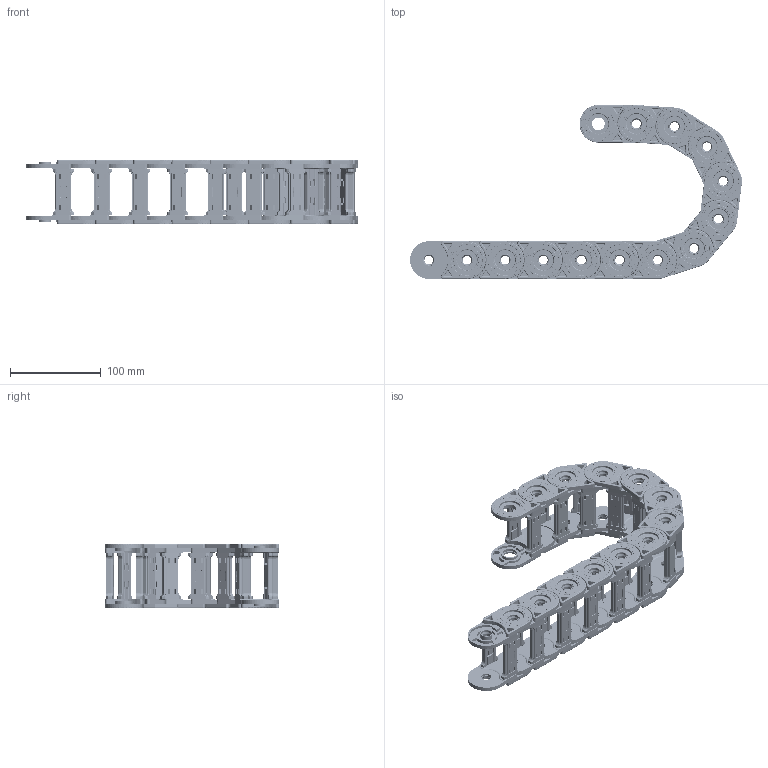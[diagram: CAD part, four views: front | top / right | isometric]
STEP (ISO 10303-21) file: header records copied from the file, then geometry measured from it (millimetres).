
FILE_DESCRIPTION (( 'STEP AP214' ), '1' );
FILE_NAME ('CK25-A050-R075.STEP', '2019-09-09T12:30:17', ( '' ), ( '' ), 'SwSTEP 2.0', 'SolidWorks 2017', '' );
FILE_SCHEMA (( 'AUTOMOTIVE_DESIGN' ));
Length unit declared in the file: millimetre
Products named in the file (2): CK25-A050-R075; CK25-A50
Assembly tree (13 placements, depth 2):
  CK25-A050-R075
    CK25-A50  x13
Bounding box: 365.46 x 191.4 x 70.95 mm (x, y, z)
Volume: 100426 mm3; surface area: 366638.5 mm2
Topology: 26 solids, 52 shells, 12090 faces, 29952 edges, 18122 vertices
Faces by surface type: cylinder 4654, plane 4056, bspline 1430, torus 1378, sphere 520, cone 52
Entity records: 36637 total; most frequent: CARTESIAN_POINT 15230, ORIENTED_EDGE 4536, DIRECTION 4358, EDGE_CURVE 2268, AXIS2_PLACEMENT_3D 1624, VERTEX_POINT 1390, LINE 1110, VECTOR 1110
